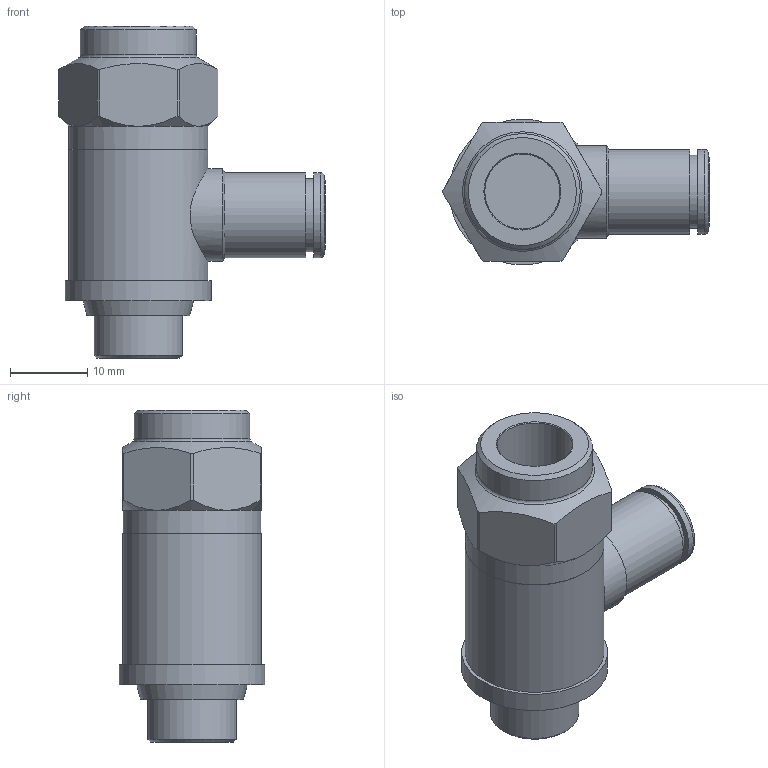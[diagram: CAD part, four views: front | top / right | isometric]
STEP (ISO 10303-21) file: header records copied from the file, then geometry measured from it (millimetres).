
FILE_DESCRIPTION(/* description */ (''),/* implementation_level */ '2;1');
FILE_NAME(/* name */ 'stop_146_msv.stp',/* time_stamp */ '2019-05-27T09:02:41+02:00',/* author */ ('leitheußer'),/* organization */ (''),/* preprocessor_version */ 'ST-DEVELOPER v15.6',/* originating_system */ 'Autodesk Inventor LT ',/* authorisation */ '');
FILE_SCHEMA (('AUTOMOTIVE_DESIGN { 1 0 10303 214 3 1 1 }'));
Length unit declared in the file: millimetre
Products named in the file (1): B204816_IPSO_048_6_1-4_22.12.17
Bounding box: 34.5 x 18.9 x 43 mm (x, y, z)
Volume: 9738.7 mm3; surface area: 6634.2 mm2
Topology: 4 solids, 4 shells, 76 faces, 169 edges, 108 vertices
Faces by surface type: cylinder 27, cone 24, plane 23, torus 2
Full cylindrical faces by diameter (mm): 5 x1, 5.657 x1, 6.1 x1, 6.2 x1, 8.3 x1, 9 x2, 9.5 x1, 9.6 x1, 9.728 x1, 11 x2, 11.445 x1, 12 x1, 13.16 x1, 13.2 x1, 13.3 x1, 15 x1, 18 x2, 18.9 x1
Entity records: 3144 total; most frequent: CARTESIAN_POINT 1656, DIRECTION 324, ORIENTED_EDGE 222, AXIS2_PLACEMENT_3D 156, EDGE_LOOP 134, EDGE_CURVE 111, VERTEX_POINT 93, CIRCLE 79
